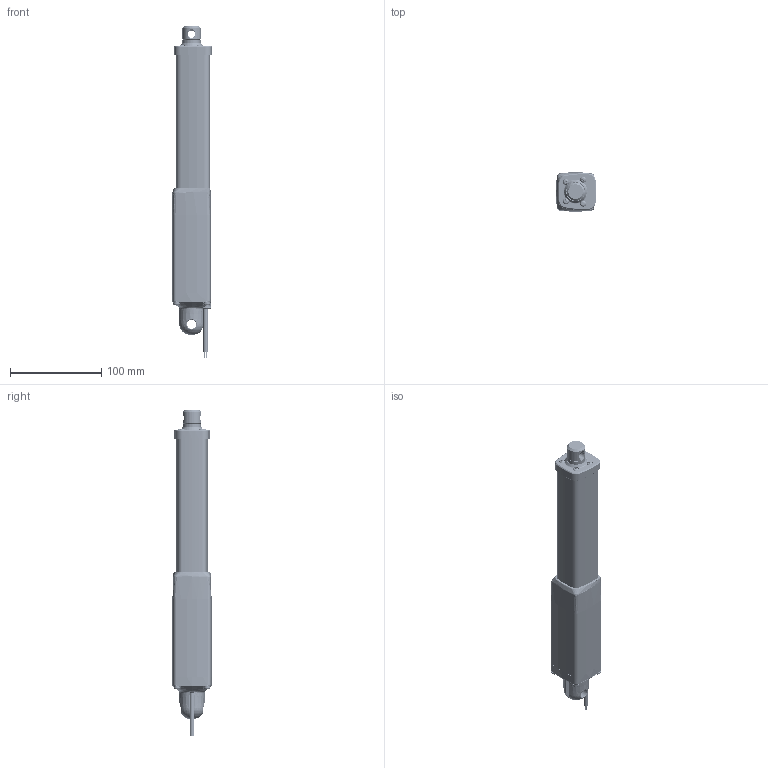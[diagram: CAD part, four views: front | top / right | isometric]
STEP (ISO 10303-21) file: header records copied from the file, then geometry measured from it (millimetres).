
FILE_DESCRIPTION (( 'STEP AP203' ), '1' );
FILE_NAME ('TA17-¥~Æ[3D.STEP', '2013-10-14T05:47:51', ( 'lenovo' ), ( 'Microsoft' ), 'SwSTEP 2.0', 'SolidWorks 2010', '' );
FILE_SCHEMA (( 'CONFIG_CONTROL_DESIGN' ));
Length unit declared in the file: millimetre
Products named in the file (12): 三維零件圖-32209-25-外管(修); 三維零件圖-40404-252-1000-1; 三維零件圖-31801-034-下端接頭-A; 三維零件圖-33903-234-螺絲; 三維零件圖-31405-034-墊片-A; TA17-外觀3D; 三維零件圖-32901-044-管座-A; 三維零件圖-32209-29-中層管; 三維零件圖-32109-0202-內管; 三維零件圖-31802-031-上端接頭-A; 三維零件圖-33112-001-防水防擺環-0; 三維零件圖-10102-004016-11-圓頭十字螺釘-A
Assembly tree (24 placements, depth 2):
  TA17-外觀3D
    三維零件圖-10102-004016-11-圓頭十字螺釘-A  x4
    三維零件圖-31405-034-墊片-A  x8
    三維零件圖-32901-044-管座-A
    三維零件圖-33112-001-防水防擺環-0
    三維零件圖-33903-234-螺絲  x4
    三維零件圖-32109-0202-內管
    三維零件圖-40404-252-1000-1
    三維零件圖-32209-25-外管(修)
    三維零件圖-31801-034-下端接頭-A
    三維零件圖-32209-29-中層管
    三維零件圖-31802-031-上端接頭-A
Bounding box: 43.9 x 43 x 363.09 mm (x, y, z)
Volume: 163827.9 mm3; surface area: 147964.7 mm2
Topology: 24 solids, 24 shells, 2636 faces, 7048 edges, 4498 vertices
Faces by surface type: cylinder 1396, plane 487, cone 388, bspline 196, torus 165, sphere 4
Entity records: 119762 total; most frequent: CARTESIAN_POINT 74842, ORIENTED_EDGE 10220, DIRECTION 8207, EDGE_CURVE 5110, VERTEX_POINT 3276, AXIS2_PLACEMENT_3D 3264, EDGE_LOOP 1970, ADVANCED_FACE 1890
